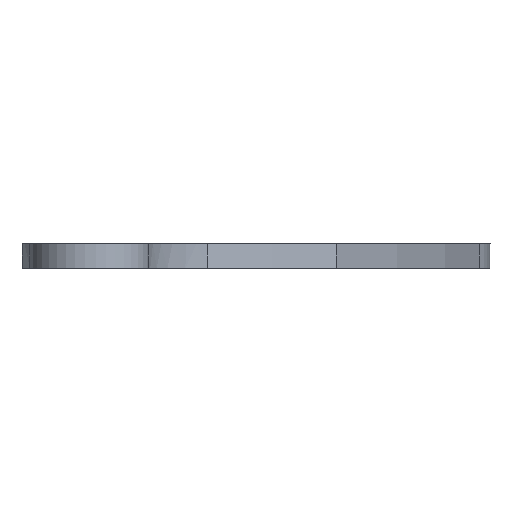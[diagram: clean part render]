
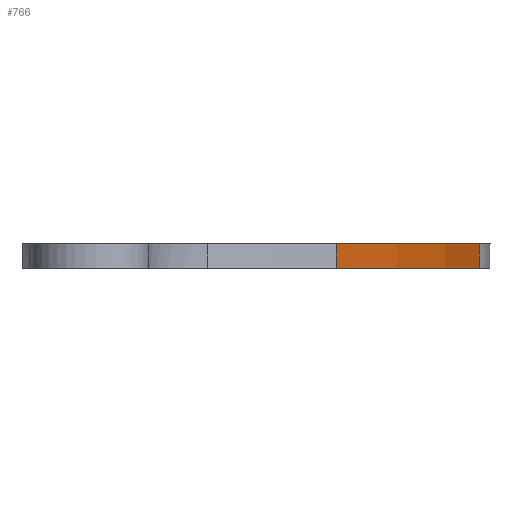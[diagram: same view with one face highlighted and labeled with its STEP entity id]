
A CAD part, left-side view. The second image highlights one B-rep face of the part: STEP entity #766.
In plain terms, the highlighted free-form (B-spline) face has degree [5, 1] with [15, 2] control points.
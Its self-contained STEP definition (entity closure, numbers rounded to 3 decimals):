
#87=FACE_OUTER_BOUND('',#133,.T.);
#133=EDGE_LOOP('',(#586,#587,#588,#589));
#176=(
BOUNDED_CURVE()
B_SPLINE_CURVE(5,(#2116,#2117,#2118,#2119,#2120,#2121,#2122,#2123,#2124),
 .UNSPECIFIED.,.F.,.F.)
B_SPLINE_CURVE_WITH_KNOTS((6,1,1,1,6),(0.,0.1,0.2,0.3,0.388),
 .UNSPECIFIED.)
CURVE()
GEOMETRIC_REPRESENTATION_ITEM()
RATIONAL_B_SPLINE_CURVE((1.,1.,1.,1.,1.,1.,1.,1.,1.))
REPRESENTATION_ITEM('')
);
#205=LINE('',#2125,#257);
#257=VECTOR('',#917,10.);
#296=B_SPLINE_CURVE_WITH_KNOTS('',3,(#1731,#1732,#1733,#1734,#1735,#1736,
#1737,#1738,#1739,#1740,#1741,#1742,#1743,#1744,#1745,#1746,#1747,#1748,
#1749,#1750,#1751,#1752,#1753,#1754,#1755,#1756,#1757,#1758,#1759,#1760,
#1761,#1762,#1763,#1764,#1765,#1766,#1767,#1768,#1769,#1770,#1771,#1772,
#1773,#1774,#1775,#1776),.UNSPECIFIED.,.F.,.F.,(4,3,3,3,3,3,3,3,3,3,3,3,
3,3,3,4),(16.181,16.757,17.403,18.144,
19.142,20.078,20.857,21.575,22.254,
22.905,23.534,24.159,24.768,25.4,
25.999,26.032),.UNSPECIFIED.);
#303=B_SPLINE_CURVE_WITH_KNOTS('',3,(#2028,#2029,#2030,#2031,#2032,#2033),
 .UNSPECIFIED.,.F.,.F.,(4,2,4),(0.,0.315,0.63),.UNSPECIFIED.);
#333=VERTEX_POINT('',#1714);
#334=VERTEX_POINT('',#1730);
#361=VERTEX_POINT('',#2012);
#370=VERTEX_POINT('',#2115);
#414=EDGE_CURVE('',#333,#334,#296,.T.);
#443=EDGE_CURVE('',#333,#361,#303,.T.);
#457=EDGE_CURVE('',#370,#361,#176,.T.);
#458=EDGE_CURVE('',#334,#370,#205,.T.);
#586=ORIENTED_EDGE('',*,*,#443,.T.);
#587=ORIENTED_EDGE('',*,*,#457,.F.);
#588=ORIENTED_EDGE('',*,*,#458,.F.);
#589=ORIENTED_EDGE('',*,*,#414,.F.);
#749=(
BOUNDED_SURFACE()
B_SPLINE_SURFACE(5,1,((#2085,#2086),(#2087,#2088),(#2089,#2090),(#2091,
#2092),(#2093,#2094),(#2095,#2096),(#2097,#2098),(#2099,#2100),(#2101,#2102),
(#2103,#2104),(#2105,#2106),(#2107,#2108),(#2109,#2110),(#2111,#2112),(#2113,
#2114)),.UNSPECIFIED.,.F.,.F.,.F.)
B_SPLINE_SURFACE_WITH_KNOTS((6,1,1,1,1,1,1,1,1,1,6),(2,2),(0.,0.1,0.2,0.3,
0.4,0.5,0.6,0.7,0.8,0.9,1.),(0.,20.),.UNSPECIFIED.)
GEOMETRIC_REPRESENTATION_ITEM()
RATIONAL_B_SPLINE_SURFACE(((1.,1.),(1.,1.),(1.,1.),(1.,1.),(1.,1.),(1.,
1.),(1.,1.),(1.,1.),(1.,1.),(1.,1.),(1.,1.),(1.,1.),(1.,1.),(1.,1.),(1.,
1.)))
REPRESENTATION_ITEM('')
SURFACE()
);
#766=ADVANCED_FACE('',(#87),#749,.F.);
#917=DIRECTION('',(0.,0.,1.));
#1714=CARTESIAN_POINT('',(170.484,20.039,0.));
#1730=CARTESIAN_POINT('',(92.086,56.255,0.));
#1731=CARTESIAN_POINT('Ctrl Pts',(170.484,20.039,0.));
#1732=CARTESIAN_POINT('Ctrl Pts',(168.796,20.431,0.));
#1733=CARTESIAN_POINT('Ctrl Pts',(167.118,20.843,0.));
#1734=CARTESIAN_POINT('Ctrl Pts',(165.451,21.274,0.));
#1735=CARTESIAN_POINT('Ctrl Pts',(163.579,21.758,0.));
#1736=CARTESIAN_POINT('Ctrl Pts',(161.719,22.267,0.));
#1737=CARTESIAN_POINT('Ctrl Pts',(159.873,22.801,0.));
#1738=CARTESIAN_POINT('Ctrl Pts',(157.756,23.412,0.));
#1739=CARTESIAN_POINT('Ctrl Pts',(155.656,24.055,0.));
#1740=CARTESIAN_POINT('Ctrl Pts',(153.572,24.73,0.));
#1741=CARTESIAN_POINT('Ctrl Pts',(150.765,25.638,0.));
#1742=CARTESIAN_POINT('Ctrl Pts',(147.987,26.604,0.));
#1743=CARTESIAN_POINT('Ctrl Pts',(145.237,27.625,0.));
#1744=CARTESIAN_POINT('Ctrl Pts',(142.658,28.582,0.));
#1745=CARTESIAN_POINT('Ctrl Pts',(140.104,29.588,0.));
#1746=CARTESIAN_POINT('Ctrl Pts',(137.575,30.642,0.));
#1747=CARTESIAN_POINT('Ctrl Pts',(135.467,31.52,0.));
#1748=CARTESIAN_POINT('Ctrl Pts',(133.377,32.431,0.));
#1749=CARTESIAN_POINT('Ctrl Pts',(131.303,33.374,0.));
#1750=CARTESIAN_POINT('Ctrl Pts',(129.393,34.242,0.));
#1751=CARTESIAN_POINT('Ctrl Pts',(127.497,35.138,0.));
#1752=CARTESIAN_POINT('Ctrl Pts',(125.615,36.06,0.));
#1753=CARTESIAN_POINT('Ctrl Pts',(123.834,36.933,0.));
#1754=CARTESIAN_POINT('Ctrl Pts',(122.064,37.831,0.));
#1755=CARTESIAN_POINT('Ctrl Pts',(120.307,38.751,0.));
#1756=CARTESIAN_POINT('Ctrl Pts',(118.623,39.634,0.));
#1757=CARTESIAN_POINT('Ctrl Pts',(116.95,40.538,0.));
#1758=CARTESIAN_POINT('Ctrl Pts',(115.289,41.463,0.));
#1759=CARTESIAN_POINT('Ctrl Pts',(113.683,42.357,0.));
#1760=CARTESIAN_POINT('Ctrl Pts',(112.088,43.271,0.));
#1761=CARTESIAN_POINT('Ctrl Pts',(110.503,44.205,0.));
#1762=CARTESIAN_POINT('Ctrl Pts',(108.929,45.132,0.));
#1763=CARTESIAN_POINT('Ctrl Pts',(107.365,46.079,0.));
#1764=CARTESIAN_POINT('Ctrl Pts',(105.811,47.045,0.));
#1765=CARTESIAN_POINT('Ctrl Pts',(104.294,47.987,0.));
#1766=CARTESIAN_POINT('Ctrl Pts',(102.786,48.948,0.));
#1767=CARTESIAN_POINT('Ctrl Pts',(101.288,49.928,0.));
#1768=CARTESIAN_POINT('Ctrl Pts',(99.734,50.943,0.));
#1769=CARTESIAN_POINT('Ctrl Pts',(98.191,51.978,0.));
#1770=CARTESIAN_POINT('Ctrl Pts',(96.657,53.033,0.));
#1771=CARTESIAN_POINT('Ctrl Pts',(95.204,54.032,0.));
#1772=CARTESIAN_POINT('Ctrl Pts',(93.76,55.049,0.));
#1773=CARTESIAN_POINT('Ctrl Pts',(92.325,56.083,0.));
#1774=CARTESIAN_POINT('Ctrl Pts',(92.245,56.14,0.));
#1775=CARTESIAN_POINT('Ctrl Pts',(92.165,56.198,0.));
#1776=CARTESIAN_POINT('Ctrl Pts',(92.086,56.255,0.));
#2012=CARTESIAN_POINT('',(170.484,20.039,6.3));
#2028=CARTESIAN_POINT('Ctrl Pts',(170.484,20.039,0.));
#2029=CARTESIAN_POINT('Ctrl Pts',(170.484,20.039,1.05));
#2030=CARTESIAN_POINT('Ctrl Pts',(170.484,20.039,2.1));
#2031=CARTESIAN_POINT('Ctrl Pts',(170.484,20.039,4.2));
#2032=CARTESIAN_POINT('Ctrl Pts',(170.484,20.039,5.25));
#2033=CARTESIAN_POINT('Ctrl Pts',(170.484,20.039,6.3));
#2085=CARTESIAN_POINT('Ctrl Pts',(92.086,56.255,6.3));
#2086=CARTESIAN_POINT('Ctrl Pts',(92.086,56.255,-193.7));
#2087=CARTESIAN_POINT('Ctrl Pts',(95.739,53.616,6.3));
#2088=CARTESIAN_POINT('Ctrl Pts',(95.739,53.616,-193.7));
#2089=CARTESIAN_POINT('Ctrl Pts',(103.141,48.527,6.3));
#2090=CARTESIAN_POINT('Ctrl Pts',(103.141,48.527,-193.7));
#2091=CARTESIAN_POINT('Ctrl Pts',(114.535,41.462,6.3));
#2092=CARTESIAN_POINT('Ctrl Pts',(114.535,41.462,-193.7));
#2093=CARTESIAN_POINT('Ctrl Pts',(130.314,33.194,6.3));
#2094=CARTESIAN_POINT('Ctrl Pts',(130.314,33.194,-193.7));
#2095=CARTESIAN_POINT('Ctrl Pts',(151.082,24.907,6.3));
#2096=CARTESIAN_POINT('Ctrl Pts',(151.082,24.907,-193.7));
#2097=CARTESIAN_POINT('Ctrl Pts',(172.974,18.826,6.3));
#2098=CARTESIAN_POINT('Ctrl Pts',(172.974,18.826,-193.7));
#2099=CARTESIAN_POINT('Ctrl Pts',(196.062,15.091,6.3));
#2100=CARTESIAN_POINT('Ctrl Pts',(196.062,15.091,-193.7));
#2101=CARTESIAN_POINT('Ctrl Pts',(220.351,13.71,6.3));
#2102=CARTESIAN_POINT('Ctrl Pts',(220.351,13.71,-193.7));
#2103=CARTESIAN_POINT('Ctrl Pts',(245.758,14.524,6.3));
#2104=CARTESIAN_POINT('Ctrl Pts',(245.758,14.524,-193.7));
#2105=CARTESIAN_POINT('Ctrl Pts',(272.186,17.337,6.3));
#2106=CARTESIAN_POINT('Ctrl Pts',(272.186,17.337,-193.7));
#2107=CARTESIAN_POINT('Ctrl Pts',(294.069,21.042,6.3));
#2108=CARTESIAN_POINT('Ctrl Pts',(294.069,21.042,-193.7));
#2109=CARTESIAN_POINT('Ctrl Pts',(310.871,24.585,6.3));
#2110=CARTESIAN_POINT('Ctrl Pts',(310.871,24.585,-193.7));
#2111=CARTESIAN_POINT('Ctrl Pts',(322.242,27.281,6.3));
#2112=CARTESIAN_POINT('Ctrl Pts',(322.242,27.281,-193.7));
#2113=CARTESIAN_POINT('Ctrl Pts',(327.971,28.712,6.3));
#2114=CARTESIAN_POINT('Ctrl Pts',(327.971,28.712,-193.7));
#2115=CARTESIAN_POINT('',(92.086,56.255,6.3));
#2116=CARTESIAN_POINT('Ctrl Pts',(92.086,56.255,6.3));
#2117=CARTESIAN_POINT('Ctrl Pts',(95.739,53.616,6.3));
#2118=CARTESIAN_POINT('Ctrl Pts',(103.141,48.527,6.3));
#2119=CARTESIAN_POINT('Ctrl Pts',(114.535,41.462,6.3));
#2120=CARTESIAN_POINT('Ctrl Pts',(129.823,33.451,6.3));
#2121=CARTESIAN_POINT('Ctrl Pts',(145.896,26.979,6.3));
#2122=CARTESIAN_POINT('Ctrl Pts',(158.285,23.085,6.3));
#2123=CARTESIAN_POINT('Ctrl Pts',(166.57,20.948,6.3));
#2124=CARTESIAN_POINT('Ctrl Pts',(170.484,20.039,6.3));
#2125=CARTESIAN_POINT('',(92.086,56.255,6.3));
